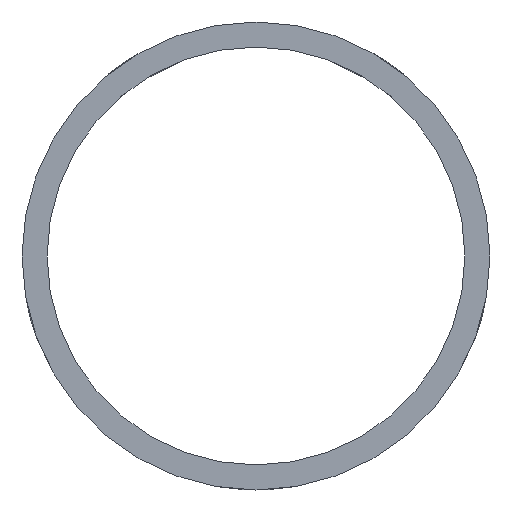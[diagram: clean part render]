
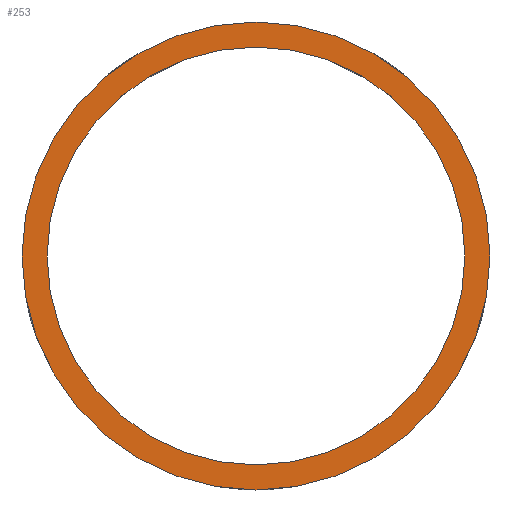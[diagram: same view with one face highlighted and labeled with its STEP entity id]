
A CAD part, left-side view. The second image highlights one B-rep face of the part: STEP entity #253.
In plain terms, the highlighted planar face has unit normal (-1, 0, 0).
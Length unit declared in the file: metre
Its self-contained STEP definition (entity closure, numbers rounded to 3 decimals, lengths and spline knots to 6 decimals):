
#21=PLANE('',#284);
#23=CIRCLE('',#279,0.019844);
#25=CIRCLE('',#282,0.022225);
#52=ORIENTED_EDGE('',*,*,#97,.T.);
#53=ORIENTED_EDGE('',*,*,#85,.F.);
#85=EDGE_CURVE('',#109,#109,#23,.T.);
#97=EDGE_CURVE('',#121,#121,#25,.T.);
#109=VERTEX_POINT('',#458);
#121=VERTEX_POINT('',#583);
#168=EDGE_LOOP('',(#52));
#169=EDGE_LOOP('',(#53));
#216=FACE_BOUND('',#168,.T.);
#217=FACE_BOUND('',#169,.T.);
#253=ADVANCED_FACE('',(#216,#217),#21,.T.);
#279=AXIS2_PLACEMENT_3D('',#457,#301,#302);
#282=AXIS2_PLACEMENT_3D('',#582,#307,#308);
#284=AXIS2_PLACEMENT_3D('',#585,#311,#312);
#301=DIRECTION('',(-1.,0.,0.));
#302=DIRECTION('',(0.,-1.,0.));
#307=DIRECTION('',(-1.,0.,0.));
#308=DIRECTION('',(0.,-1.,0.));
#311=DIRECTION('',(-1.,0.,0.));
#312=DIRECTION('',(0.,0.988,0.156));
#457=CARTESIAN_POINT('',(-0.037667,-0.176801,0.0335));
#458=CARTESIAN_POINT('',(-0.037667,-0.196645,0.0335));
#582=CARTESIAN_POINT('',(-0.037667,-0.176801,0.0335));
#583=CARTESIAN_POINT('',(-0.037667,-0.199026,0.0335));
#585=CARTESIAN_POINT('',(-0.037667,-0.025695,0.068253));
